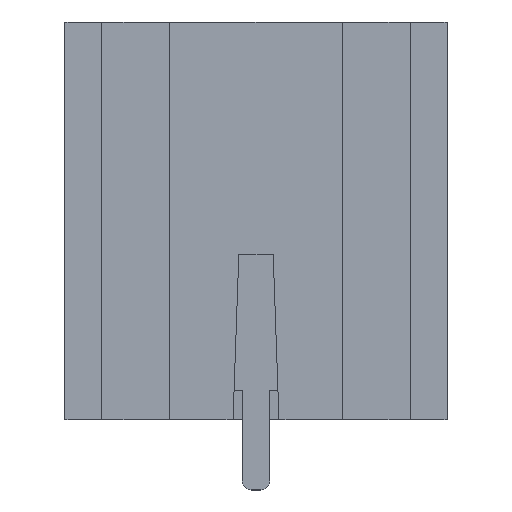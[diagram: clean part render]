
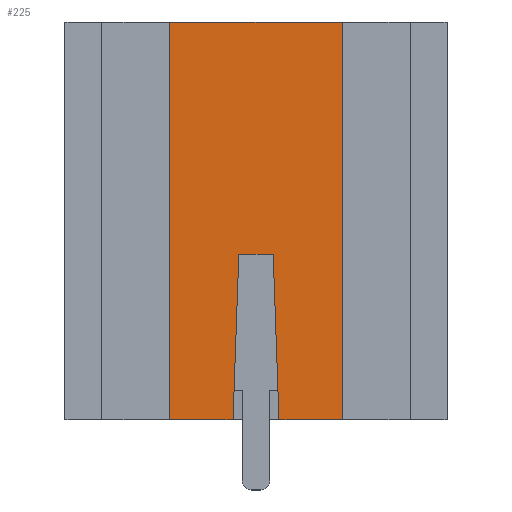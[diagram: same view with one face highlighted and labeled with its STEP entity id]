
A CAD part, left-side view. The second image highlights one B-rep face of the part: STEP entity #225.
In plain terms, the highlighted planar face has unit normal (-1, 0, 0).
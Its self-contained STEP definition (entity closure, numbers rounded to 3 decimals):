
#225 = ADVANCED_FACE ( 'NONE', ( #397 ), #2497, .T. ) ;
#344 = LINE ( 'NONE', #5568, #2627 ) ;
#397 = FACE_OUTER_BOUND ( 'NONE', #4364, .T. ) ;
#471 = ORIENTED_EDGE ( 'NONE', *, *, #3044, .F. ) ;
#664 = VERTEX_POINT ( 'NONE', #3602 ) ;
#694 = CARTESIAN_POINT ( 'NONE',  ( -38.825, 21.831, -0.488 ) ) ;
#830 = ORIENTED_EDGE ( 'NONE', *, *, #4355, .T. ) ;
#836 = DIRECTION ( 'NONE',  ( 0., 0., -1. ) ) ;
#950 = CARTESIAN_POINT ( 'NONE',  ( -38.825, 0., -4.7 ) ) ;
#965 = ORIENTED_EDGE ( 'NONE', *, *, #2020, .T. ) ;
#1033 = DIRECTION ( 'NONE',  ( 0., 0.999, -0.035 ) ) ;
#1070 = ORIENTED_EDGE ( 'NONE', *, *, #4964, .T. ) ;
#1107 = CARTESIAN_POINT ( 'NONE',  ( -38.825, 21.65, -4.7 ) ) ;
#1298 = VERTEX_POINT ( 'NONE', #2491 ) ;
#1399 = VERTEX_POINT ( 'NONE', #5081 ) ;
#1532 = DIRECTION ( 'NONE',  ( -1., 0., 0. ) ) ;
#1848 = EDGE_CURVE ( 'NONE', #1960, #4757, #3573, .T. ) ;
#1920 = ORIENTED_EDGE ( 'NONE', *, *, #4733, .F. ) ;
#1921 = ORIENTED_EDGE ( 'NONE', *, *, #1848, .F. ) ;
#1924 = EDGE_CURVE ( 'NONE', #3300, #1298, #2168, .T. ) ;
#1960 = VERTEX_POINT ( 'NONE', #3614 ) ;
#2020 = EDGE_CURVE ( 'NONE', #4656, #1399, #2304, .T. ) ;
#2132 = DIRECTION ( 'NONE',  ( 0., -0.999, -0.035 ) ) ;
#2168 = LINE ( 'NONE', #4889, #3433 ) ;
#2208 = CARTESIAN_POINT ( 'NONE',  ( -38.825, 0., 4.7 ) ) ;
#2261 = VECTOR ( 'NONE', #2132, 1000. ) ;
#2304 = LINE ( 'NONE', #5496, #3361 ) ;
#2360 = VERTEX_POINT ( 'NONE', #2615 ) ;
#2442 = ORIENTED_EDGE ( 'NONE', *, *, #1924, .F. ) ;
#2491 = CARTESIAN_POINT ( 'NONE',  ( -38.825, 0., 1.25 ) ) ;
#2497 = PLANE ( 'NONE',  #4205 ) ;
#2504 = DIRECTION ( 'NONE',  ( 0., 0., -1. ) ) ;
#2615 = CARTESIAN_POINT ( 'NONE',  ( -38.825, 21.65, -4.7 ) ) ;
#2627 = VECTOR ( 'NONE', #1033, 1000. ) ;
#2730 = LINE ( 'NONE', #5626, #4718 ) ;
#2735 = CARTESIAN_POINT ( 'NONE',  ( -38.825, 0., 4.7 ) ) ;
#2773 = DIRECTION ( 'NONE',  ( 0., 0., 1. ) ) ;
#2936 = VECTOR ( 'NONE', #836, 1000. ) ;
#2950 = DIRECTION ( 'NONE',  ( 0., -1., 0. ) ) ;
#3044 = EDGE_CURVE ( 'NONE', #4656, #1960, #5676, .T. ) ;
#3208 = DIRECTION ( 'NONE',  ( 0., 0., -1. ) ) ;
#3300 = VERTEX_POINT ( 'NONE', #2735 ) ;
#3361 = VECTOR ( 'NONE', #2773, 1000. ) ;
#3433 = VECTOR ( 'NONE', #3208, 1000. ) ;
#3573 = LINE ( 'NONE', #2208, #2936 ) ;
#3602 = CARTESIAN_POINT ( 'NONE',  ( -38.825, 21.65, 4.7 ) ) ;
#3614 = CARTESIAN_POINT ( 'NONE',  ( -38.825, 0., -1.25 ) ) ;
#3680 = DIRECTION ( 'NONE',  ( 0., -1., 0. ) ) ;
#4205 = AXIS2_PLACEMENT_3D ( 'NONE', #4739, #1532, #2950 ) ;
#4272 = DIRECTION ( 'NONE',  ( 0., -1., 0. ) ) ;
#4349 = VECTOR ( 'NONE', #4272, 1000. ) ;
#4355 = EDGE_CURVE ( 'NONE', #664, #2360, #2730, .T. ) ;
#4364 = EDGE_LOOP ( 'NONE', ( #471, #965, #5351, #2442, #1920, #830, #1070, #1921 ) ) ;
#4656 = VERTEX_POINT ( 'NONE', #5367 ) ;
#4718 = VECTOR ( 'NONE', #2504, 1000. ) ;
#4733 = EDGE_CURVE ( 'NONE', #664, #3300, #5220, .T. ) ;
#4739 = CARTESIAN_POINT ( 'NONE',  ( -38.825, 21.65, 4.7 ) ) ;
#4757 = VERTEX_POINT ( 'NONE', #950 ) ;
#4889 = CARTESIAN_POINT ( 'NONE',  ( -38.825, 0., 4.7 ) ) ;
#4964 = EDGE_CURVE ( 'NONE', #2360, #4757, #5216, .T. ) ;
#4969 = CARTESIAN_POINT ( 'NONE',  ( -38.825, 21.65, 4.7 ) ) ;
#5081 = CARTESIAN_POINT ( 'NONE',  ( -38.825, 9., 0.936 ) ) ;
#5216 = LINE ( 'NONE', #1107, #4349 ) ;
#5220 = LINE ( 'NONE', #4969, #5864 ) ;
#5278 = EDGE_CURVE ( 'NONE', #1298, #1399, #344, .T. ) ;
#5351 = ORIENTED_EDGE ( 'NONE', *, *, #5278, .F. ) ;
#5367 = CARTESIAN_POINT ( 'NONE',  ( -38.825, 9., -0.936 ) ) ;
#5496 = CARTESIAN_POINT ( 'NONE',  ( -38.825, 9., 4.7 ) ) ;
#5568 = CARTESIAN_POINT ( 'NONE',  ( -38.825, 21.503, 0.499 ) ) ;
#5626 = CARTESIAN_POINT ( 'NONE',  ( -38.825, 21.65, 4.7 ) ) ;
#5676 = LINE ( 'NONE', #694, #2261 ) ;
#5864 = VECTOR ( 'NONE', #3680, 1000. ) ;
